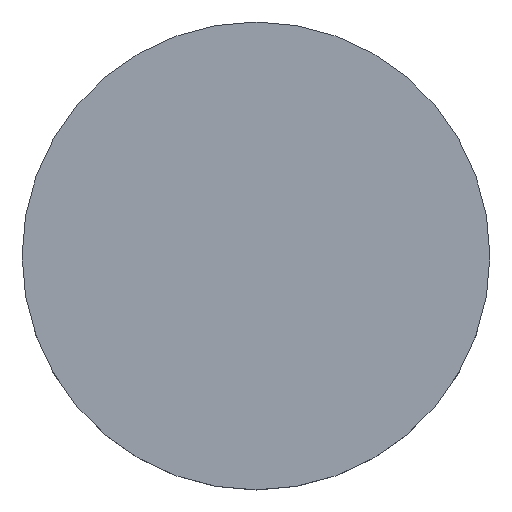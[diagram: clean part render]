
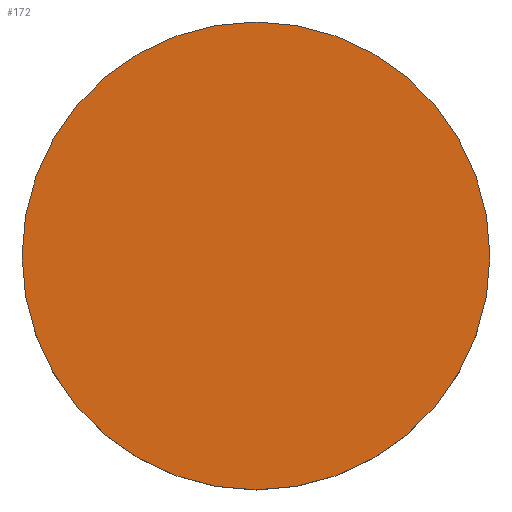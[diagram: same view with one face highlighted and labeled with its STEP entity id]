
A CAD part, top view. The second image highlights one B-rep face of the part: STEP entity #172.
In plain terms, the highlighted planar face has unit normal (0, 0, 1).
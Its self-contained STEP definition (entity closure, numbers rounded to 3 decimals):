
#2 = VERTEX_POINT ( 'NONE', #89 ) ;
#3 = DIRECTION ( 'NONE',  ( 0., 0., 1. ) ) ;
#8 = DIRECTION ( 'NONE',  ( 0., 0., -1. ) ) ;
#16 = CARTESIAN_POINT ( 'NONE',  ( 0., 0., 3.6 ) ) ;
#23 = DIRECTION ( 'NONE',  ( 1., 0., 0. ) ) ;
#30 = EDGE_CURVE ( 'NONE', #152, #2, #161, .T. ) ;
#32 = DIRECTION ( 'NONE',  ( 0., 0., -1. ) ) ;
#62 = AXIS2_PLACEMENT_3D ( 'NONE', #118, #3, #23 ) ;
#80 = DIRECTION ( 'NONE',  ( 1., 0., 0. ) ) ;
#84 = EDGE_LOOP ( 'NONE', ( #98, #182 ) ) ;
#85 = FACE_OUTER_BOUND ( 'NONE', #84, .T. ) ;
#89 = CARTESIAN_POINT ( 'NONE',  ( 12.7, 0., 3.6 ) ) ;
#98 = ORIENTED_EDGE ( 'NONE', *, *, #227, .F. ) ;
#100 = CARTESIAN_POINT ( 'NONE',  ( -12.7, 0., 3.6 ) ) ;
#118 = CARTESIAN_POINT ( 'NONE',  ( 0., 26.112, 3.6 ) ) ;
#122 = CARTESIAN_POINT ( 'NONE',  ( 0., 0., 3.6 ) ) ;
#130 = CIRCLE ( 'NONE', #195, 12.7 ) ;
#152 = VERTEX_POINT ( 'NONE', #100 ) ;
#161 = CIRCLE ( 'NONE', #212, 12.7 ) ;
#172 = ADVANCED_FACE ( 'NONE', ( #85 ), #223, .T. ) ;
#182 = ORIENTED_EDGE ( 'NONE', *, *, #30, .F. ) ;
#195 = AXIS2_PLACEMENT_3D ( 'NONE', #122, #8, #80 ) ;
#212 = AXIS2_PLACEMENT_3D ( 'NONE', #16, #32, #214 ) ;
#214 = DIRECTION ( 'NONE',  ( 1., 0., 0. ) ) ;
#223 = PLANE ( 'NONE',  #62 ) ;
#227 = EDGE_CURVE ( 'NONE', #2, #152, #130, .T. ) ;
